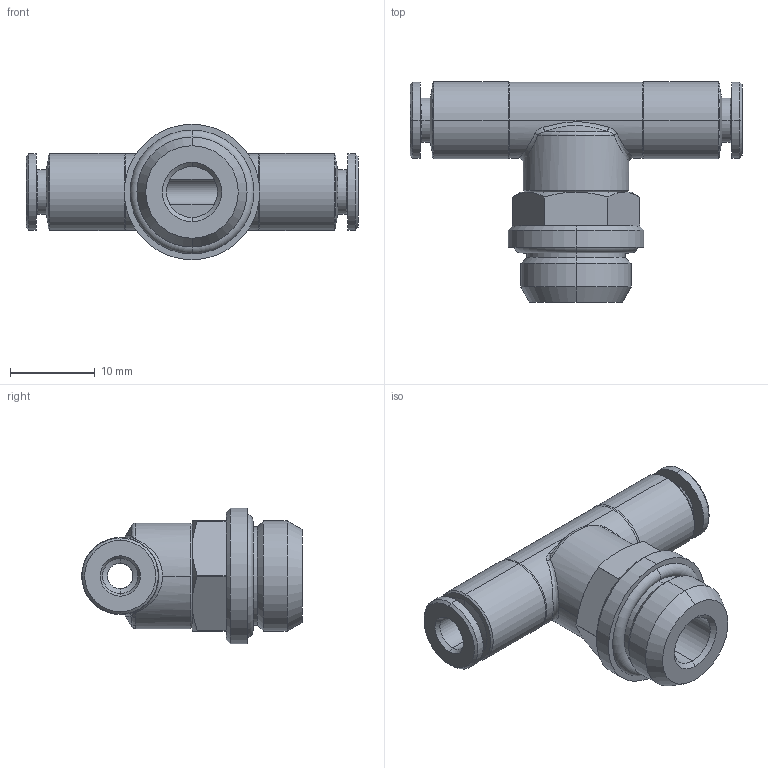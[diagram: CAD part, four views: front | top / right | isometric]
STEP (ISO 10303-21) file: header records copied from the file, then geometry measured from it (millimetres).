
FILE_DESCRIPTION (( 'STEP AP203' ), '1' );
FILE_NAME ('A0110012.STEP', '2009-03-09T15:58:18', ( 'UT1' ), ( 'sopra-pneumatic' ), 'SwSTEP 2.0', 'SolidWorks 2009', '' );
FILE_SCHEMA (( 'CONFIG_CONTROL_DESIGN' ));
Length unit declared in the file: millimetre
Products named in the file (1): A0110012
Bounding box: 39.2 x 26.05 x 16 mm (x, y, z)
Volume: 3908.9 mm3; surface area: 3102.3 mm2
Topology: 1 solids, 1 shells, 118 faces, 252 edges, 142 vertices
Faces by surface type: cone 42, cylinder 37, plane 23, torus 8, bspline 8
Entity records: 3755 total; most frequent: CARTESIAN_POINT 1133, DIRECTION 576, ORIENTED_EDGE 504, EDGE_CURVE 252, AXIS2_PLACEMENT_3D 245, VERTEX_POINT 142, CIRCLE 134, EDGE_LOOP 128
